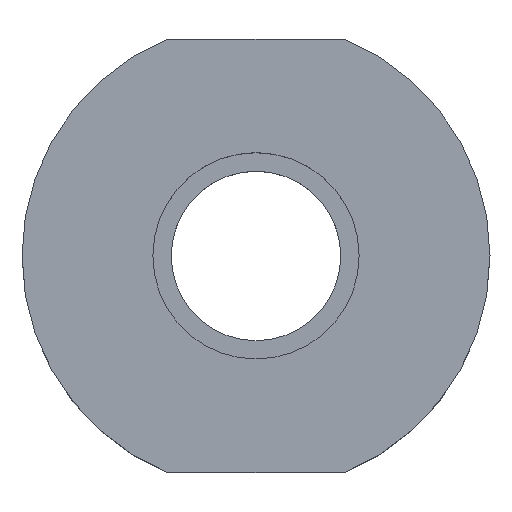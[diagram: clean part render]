
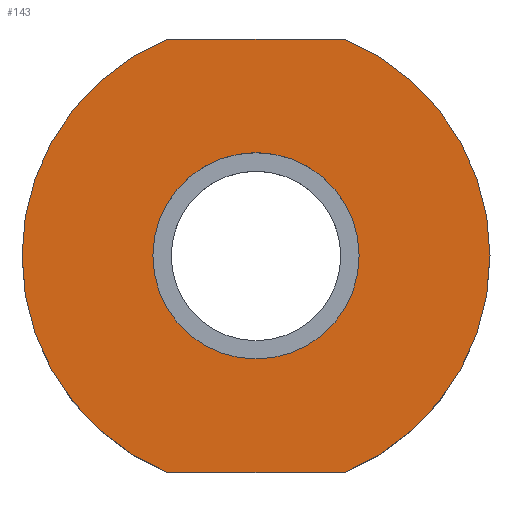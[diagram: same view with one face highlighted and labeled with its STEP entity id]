
A CAD part, top view. The second image highlights one B-rep face of the part: STEP entity #143.
In plain terms, the highlighted planar face has unit normal (0, 0, 1).
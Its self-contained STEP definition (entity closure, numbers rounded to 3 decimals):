
#6 = CARTESIAN_POINT ( 'NONE',  ( 0., 0., 7.5 ) ) ;
#60 = FACE_BOUND ( 'NONE', #513, .T. ) ;
#62 = CARTESIAN_POINT ( 'NONE',  ( -6.055, -14.675, 7.5 ) ) ;
#74 = ORIENTED_EDGE ( 'NONE', *, *, #835, .T. ) ;
#81 = CARTESIAN_POINT ( 'NONE',  ( 6.055, 14.675, 7.5 ) ) ;
#82 = AXIS2_PLACEMENT_3D ( 'NONE', #719, #797, #340 ) ;
#83 = VERTEX_POINT ( 'NONE', #326 ) ;
#95 = CIRCLE ( 'NONE', #405, 15.875 ) ;
#130 = CARTESIAN_POINT ( 'NONE',  ( 0., 0., 7.5 ) ) ;
#143 = ADVANCED_FACE ( 'NONE', ( #196, #60 ), #564, .F. ) ;
#167 = DIRECTION ( 'NONE',  ( -1., 0., 0. ) ) ;
#180 = CIRCLE ( 'NONE', #657, 7. ) ;
#196 = FACE_OUTER_BOUND ( 'NONE', #541, .T. ) ;
#212 = ORIENTED_EDGE ( 'NONE', *, *, #622, .F. ) ;
#222 = CIRCLE ( 'NONE', #274, 7. ) ;
#241 = VERTEX_POINT ( 'NONE', #432 ) ;
#245 = DIRECTION ( 'NONE',  ( 1., 0., 0. ) ) ;
#251 = ORIENTED_EDGE ( 'NONE', *, *, #634, .F. ) ;
#264 = CIRCLE ( 'NONE', #828, 15.875 ) ;
#274 = AXIS2_PLACEMENT_3D ( 'NONE', #639, #413, #338 ) ;
#293 = ORIENTED_EDGE ( 'NONE', *, *, #509, .T. ) ;
#314 = DIRECTION ( 'NONE',  ( 0., 0., -1. ) ) ;
#322 = VERTEX_POINT ( 'NONE', #62 ) ;
#326 = CARTESIAN_POINT ( 'NONE',  ( -7., 0., 7.5 ) ) ;
#332 = DIRECTION ( 'NONE',  ( -1., 0., 0. ) ) ;
#338 = DIRECTION ( 'NONE',  ( -1., 0., 0. ) ) ;
#340 = DIRECTION ( 'NONE',  ( -1., 0., 0. ) ) ;
#352 = DIRECTION ( 'NONE',  ( -1., 0., 0. ) ) ;
#354 = LINE ( 'NONE', #458, #706 ) ;
#374 = DIRECTION ( 'NONE',  ( -1., 0., 0. ) ) ;
#375 = LINE ( 'NONE', #484, #820 ) ;
#405 = AXIS2_PLACEMENT_3D ( 'NONE', #130, #806, #352 ) ;
#406 = CARTESIAN_POINT ( 'NONE',  ( 7., 0., 7.5 ) ) ;
#413 = DIRECTION ( 'NONE',  ( 0., 0., -1. ) ) ;
#419 = CARTESIAN_POINT ( 'NONE',  ( -15.875, 0., 7.5 ) ) ;
#431 = EDGE_CURVE ( 'NONE', #642, #241, #861, .T. ) ;
#432 = CARTESIAN_POINT ( 'NONE',  ( 6.055, -14.675, 7.5 ) ) ;
#458 = CARTESIAN_POINT ( 'NONE',  ( -33.152, 14.675, 7.5 ) ) ;
#461 = DIRECTION ( 'NONE',  ( -1., 0., 0. ) ) ;
#484 = CARTESIAN_POINT ( 'NONE',  ( -33.152, -14.675, 7.5 ) ) ;
#509 = EDGE_CURVE ( 'NONE', #725, #83, #180, .T. ) ;
#513 = EDGE_LOOP ( 'NONE', ( #74, #293 ) ) ;
#518 = DIRECTION ( 'NONE',  ( 0., 0., -1. ) ) ;
#541 = EDGE_LOOP ( 'NONE', ( #251, #717, #607, #212, #929 ) ) ;
#564 = PLANE ( 'NONE',  #82 ) ;
#607 = ORIENTED_EDGE ( 'NONE', *, *, #431, .F. ) ;
#622 = EDGE_CURVE ( 'NONE', #777, #642, #354, .T. ) ;
#634 = EDGE_CURVE ( 'NONE', #322, #896, #264, .T. ) ;
#639 = CARTESIAN_POINT ( 'NONE',  ( 0., 0., 7.5 ) ) ;
#642 = VERTEX_POINT ( 'NONE', #81 ) ;
#657 = AXIS2_PLACEMENT_3D ( 'NONE', #954, #892, #461 ) ;
#665 = CARTESIAN_POINT ( 'NONE',  ( 0., 0., 7.5 ) ) ;
#706 = VECTOR ( 'NONE', #245, 1000. ) ;
#717 = ORIENTED_EDGE ( 'NONE', *, *, #868, .F. ) ;
#719 = CARTESIAN_POINT ( 'NONE',  ( 15.875, 0., 7.5 ) ) ;
#725 = VERTEX_POINT ( 'NONE', #406 ) ;
#777 = VERTEX_POINT ( 'NONE', #841 ) ;
#797 = DIRECTION ( 'NONE',  ( 0., 0., -1. ) ) ;
#806 = DIRECTION ( 'NONE',  ( 0., 0., -1. ) ) ;
#820 = VECTOR ( 'NONE', #332, 1000. ) ;
#828 = AXIS2_PLACEMENT_3D ( 'NONE', #6, #314, #167 ) ;
#835 = EDGE_CURVE ( 'NONE', #83, #725, #222, .T. ) ;
#841 = CARTESIAN_POINT ( 'NONE',  ( -6.055, 14.675, 7.5 ) ) ;
#861 = CIRCLE ( 'NONE', #952, 15.875 ) ;
#868 = EDGE_CURVE ( 'NONE', #241, #322, #375, .T. ) ;
#892 = DIRECTION ( 'NONE',  ( 0., 0., -1. ) ) ;
#896 = VERTEX_POINT ( 'NONE', #419 ) ;
#929 = ORIENTED_EDGE ( 'NONE', *, *, #932, .F. ) ;
#932 = EDGE_CURVE ( 'NONE', #896, #777, #95, .T. ) ;
#952 = AXIS2_PLACEMENT_3D ( 'NONE', #665, #518, #374 ) ;
#954 = CARTESIAN_POINT ( 'NONE',  ( 0., 0., 7.5 ) ) ;
